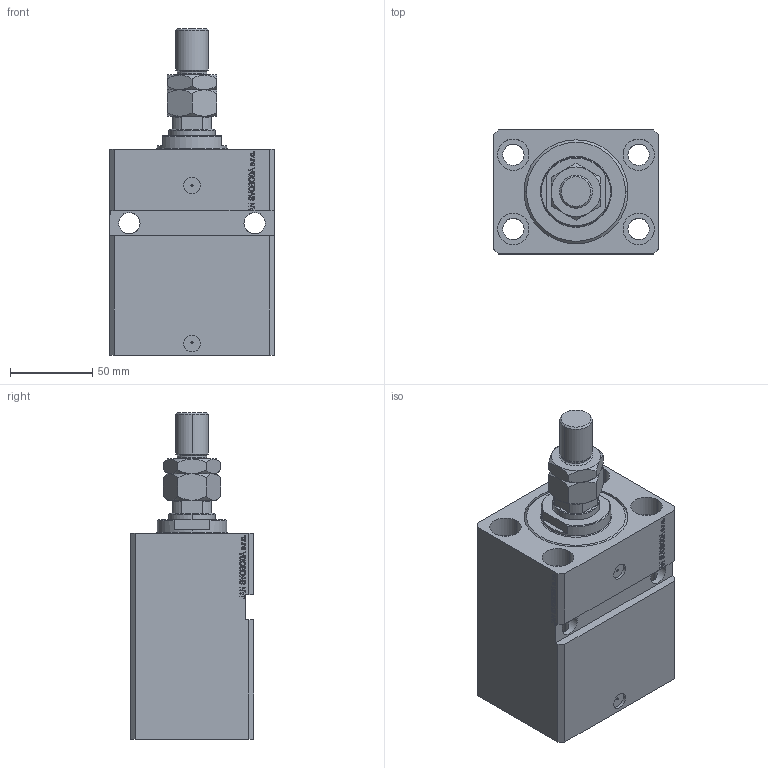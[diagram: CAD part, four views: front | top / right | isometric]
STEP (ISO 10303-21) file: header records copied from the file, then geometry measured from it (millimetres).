
FILE_DESCRIPTION (( 'STEP AP203' ), '1' );
FILE_NAME ('aaad.STEP', '2022-04-09T17:31:40', ( '' ), ( '' ), 'SwSTEP 2.0', 'SolidWorks 2019', '' );
FILE_SCHEMA (( 'CONFIG_CONTROL_DESIGN' ));
Length unit declared in the file: millimetre
Products named in the file (5): aaad; V250CE_C_VCP bc8c14d1720f0ff525fc96968172b5aa; V250CE_E_Body bc8c14d1720f0ff525fc96968172b5aa; V250CE_VC_E bc8c14d1720f0ff525fc96968172b5aa; MTA bc8c14d1720f0ff525fc96968172b5aa
Assembly tree (4 placements, depth 2):
  aaad
    V250CE_E_Body bc8c14d1720f0ff525fc96968172b5aa
    V250CE_C_VCP bc8c14d1720f0ff525fc96968172b5aa
    V250CE_VC_E bc8c14d1720f0ff525fc96968172b5aa
    MTA bc8c14d1720f0ff525fc96968172b5aa
Bounding box: 100 x 75 x 197.9 mm (x, y, z)
Volume: 796611.5 mm3; surface area: 143191.5 mm2
Topology: 4 solids, 4 shells, 967 faces, 2476 edges, 1617 vertices
Faces by surface type: plane 474, bspline 357, cylinder 88, cone 40, torus 8
Entity records: 46543 total; most frequent: CARTESIAN_POINT 25014, ORIENTED_EDGE 4948, DIRECTION 3098, EDGE_CURVE 2474, VERTEX_POINT 1617, LINE 1484, VECTOR 1484, EDGE_LOOP 1097
